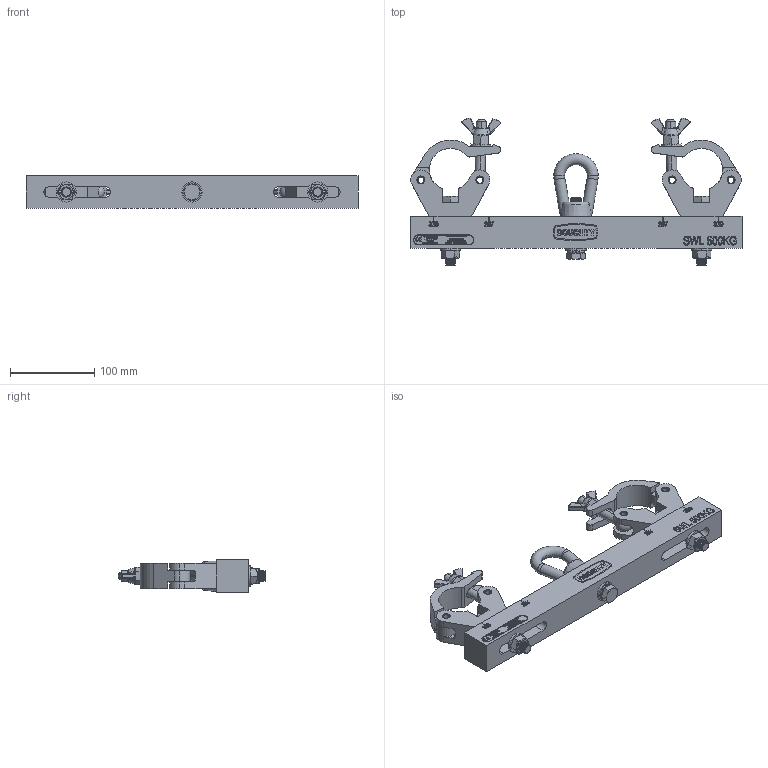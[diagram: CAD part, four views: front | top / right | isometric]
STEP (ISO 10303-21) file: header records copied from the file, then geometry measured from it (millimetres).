
FILE_DESCRIPTION (( 'STEP AP203' ), '1' );
FILE_NAME ('T55750.STEP', '2019-03-11T10:00:52', ( '' ), ( '' ), 'SwSTEP 2.0', 'SolidWorks 2016', '' );
FILE_SCHEMA (( 'CONFIG_CONTROL_DESIGN' ));
Length unit declared in the file: millimetre
Products named in the file (19): T55750; Hex Nut Style 1 GradeAB_Doughty Fastners_Hexagon Nut ISO - 4032 - M12 - D - S; TH566; TH2001_TH2001 - 30MM WIDE; F791; TH157_NO ENGRAVING; T55750_Label; Hex Bolt_ISO 4016 - M12 x 65 x 30-WS; TH156_TH650; T57001_T57001 T PLATE; T78000; TH2000_TH2000 - 30MM WIDE; Binx Nut_M12 BZP; Single Coil Rectangular Section Spring Washer_Doughty Fastners_Rectangular section spring washer BS 4464 - 12 (Type B); TH2360_TH2360; A Washer_Bright washer BS 4320 - M12 (Form A); S3273; Hex Bolt_ISO 4016 - M12 x 75 x 30-WS; F883_DIN 315-M12-GT-C-N
Assembly tree (25 placements, depth 4):
  T55750
    TH2360_TH2360
    T57001_T57001 T PLATE  x2
      TH156_TH650
        TH2000_TH2000 - 30MM WIDE
      TH157_NO ENGRAVING
        TH2001_TH2001 - 30MM WIDE
      T78000
        TH566
        A Washer_Bright washer BS 4320 - M12 (Form A)
        Hex Nut Style 1 GradeAB_Doughty Fastners_Hexagon Nut ISO - 4032 - M12 - D - S
        F883_DIN 315-M12-GT-C-N
      F791
    Hex Bolt_ISO 4016 - M12 x 75 x 30-WS  x2
    A Washer_Bright washer BS 4320 - M12 (Form A)  x3
    Binx Nut_M12 BZP  x2
    S3273
    Single Coil Rectangular Section Spring Washer_Doughty Fastners_Rectangular section spring washer BS 4464 - 12 (Type B)
    Hex Bolt_ISO 4016 - M12 x 65 x 30-WS
    T55750_Label
Bounding box: 395 x 175.87 x 38.1 mm (x, y, z)
Volume: 802708.9 mm3; surface area: 182752.1 mm2
Topology: 28 solids, 28 shells, 2932 faces, 7700 edges, 4977 vertices
Faces by surface type: plane 1548, bspline 575, cone 375, cylinder 361, torus 51, sphere 22
Entity records: 120288 total; most frequent: CARTESIAN_POINT 60368, ORIENTED_EDGE 13122, DIRECTION 9835, EDGE_CURVE 6561, LINE 4359, VECTOR 4359, VERTEX_POINT 4291, AXIS2_PLACEMENT_3D 2738
